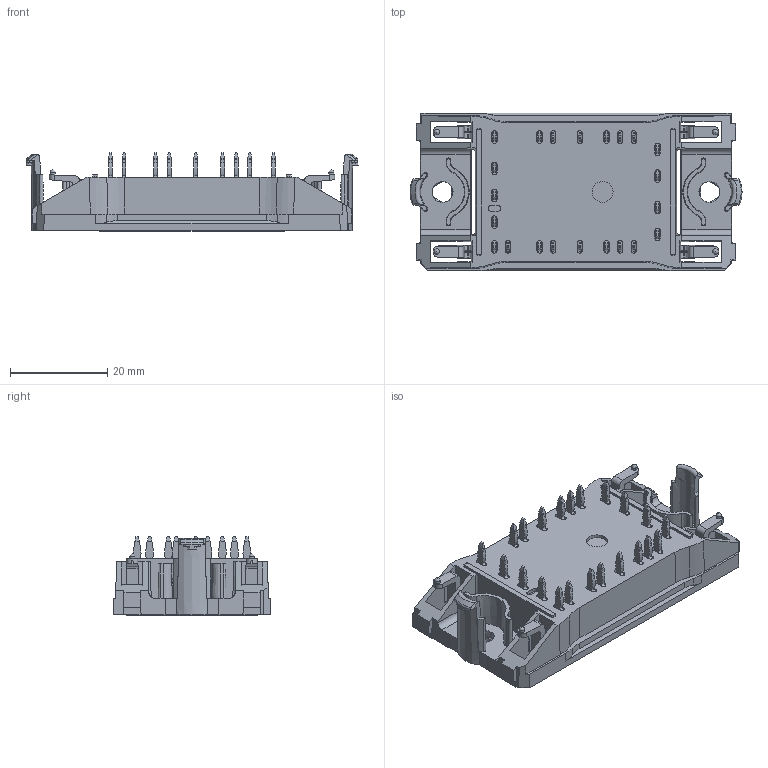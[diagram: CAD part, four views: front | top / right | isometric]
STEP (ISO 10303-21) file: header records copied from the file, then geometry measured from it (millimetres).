
FILE_DESCRIPTION(/* description */ ('Unknown'),/* implementation_level */ '2;1');
FILE_NAME(/* name */ 'Flow0-2C12Y-P890(220)-01-OL',/* time_stamp */ '2017-01-17T14:05:29+01:00',/* author */ ('Unknown'),/* organization */ ('Unknown'),/* preprocessor_version */ 'ST-DEVELOPER v16',/* originating_system */ 'DEX',/* authorisation */ $);
FILE_SCHEMA (('AUTOMOTIVE_DESIGN {1 0 10303 214 3 1 1}'));
Length unit declared in the file: millimetre
Products named in the file (1): Flow0-2C12Y-P890-01-OL
Bounding box: 68.4 x 32.5 x 16.23 mm (x, y, z)
Volume: 16785.2 mm3; surface area: 9319.4 mm2
Topology: 1 solids, 1 shells, 918 faces, 2563 edges, 1686 vertices
Faces by surface type: plane 609, cylinder 263, cone 34, sphere 4, torus 4, bspline 4
Full cylindrical faces by diameter (mm): 1.1 x4, 4.3 x1
Entity records: 36156 total; most frequent: CARTESIAN_POINT 5649, ORIENTED_EDGE 5084, DIRECTION 4980, EDGE_CURVE 2542, LINE 1854, VECTOR 1854, VERTEX_POINT 1678, AXIS2_PLACEMENT_3D 1563
